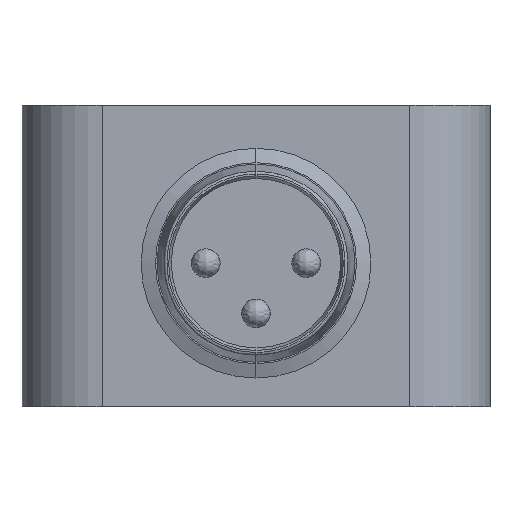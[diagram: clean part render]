
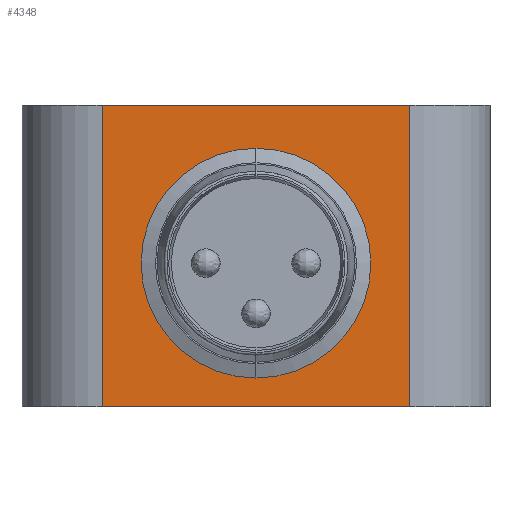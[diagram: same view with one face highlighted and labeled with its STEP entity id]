
A CAD part, left-side view. The second image highlights one B-rep face of the part: STEP entity #4348.
In plain terms, the highlighted planar face has unit normal (-1, 0, 0).
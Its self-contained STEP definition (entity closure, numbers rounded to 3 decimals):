
#75 = LINE ( 'NONE', #9060, #9667 ) ;
#163 = EDGE_CURVE ( 'NONE', #1782, #6142, #7969, .T. ) ;
#367 = CARTESIAN_POINT ( 'NONE',  ( -25.392, 7.737, 30.85 ) ) ;
#728 = ORIENTED_EDGE ( 'NONE', *, *, #163, .F. ) ;
#742 = CARTESIAN_POINT ( 'NONE',  ( -25.392, 2.387, 33.45 ) ) ;
#847 = EDGE_CURVE ( 'NONE', #5066, #9225, #3193, .T. ) ;
#1203 = CARTESIAN_POINT ( 'NONE',  ( -25.392, 13.087, 33.45 ) ) ;
#1317 = AXIS2_PLACEMENT_3D ( 'NONE', #7391, #8125, #3410 ) ;
#1512 = CARTESIAN_POINT ( 'NONE',  ( -25.392, 13.087, 22.95 ) ) ;
#1640 = FACE_BOUND ( 'NONE', #4398, .T. ) ;
#1782 = VERTEX_POINT ( 'NONE', #7267 ) ;
#2030 = ORIENTED_EDGE ( 'NONE', *, *, #3737, .T. ) ;
#2210 = VERTEX_POINT ( 'NONE', #6883 ) ;
#2309 = DIRECTION ( 'NONE',  ( 0., -1., 0. ) ) ;
#2365 = ORIENTED_EDGE ( 'NONE', *, *, #6076, .F. ) ;
#2720 = CARTESIAN_POINT ( 'NONE',  ( -25.392, 2.387, 22.95 ) ) ;
#2765 = LINE ( 'NONE', #6708, #7206 ) ;
#2982 = DIRECTION ( 'NONE',  ( 0., 0., -1. ) ) ;
#3089 = VERTEX_POINT ( 'NONE', #1203 ) ;
#3155 = DIRECTION ( 'NONE',  ( 0., 0., -1. ) ) ;
#3193 = LINE ( 'NONE', #742, #4278 ) ;
#3241 = AXIS2_PLACEMENT_3D ( 'NONE', #8840, #4116, #4897 ) ;
#3410 = DIRECTION ( 'NONE',  ( 0., 0., 1. ) ) ;
#3737 = EDGE_CURVE ( 'NONE', #3089, #2210, #75, .T. ) ;
#3804 = EDGE_LOOP ( 'NONE', ( #4125, #6759, #5866, #2030 ) ) ;
#4116 = DIRECTION ( 'NONE',  ( -1., 0., 0. ) ) ;
#4125 = ORIENTED_EDGE ( 'NONE', *, *, #7015, .T. ) ;
#4278 = VECTOR ( 'NONE', #3155, 1000. ) ;
#4348 = ADVANCED_FACE ( 'NONE', ( #1640, #8662 ), #7730, .F. ) ;
#4349 = DIRECTION ( 'NONE',  ( 0., 0., -1. ) ) ;
#4398 = EDGE_LOOP ( 'NONE', ( #2365, #728 ) ) ;
#4541 = CARTESIAN_POINT ( 'NONE',  ( -25.392, 2.387, 33.45 ) ) ;
#4686 = EDGE_CURVE ( 'NONE', #3089, #5066, #2765, .T. ) ;
#4897 = DIRECTION ( 'NONE',  ( 0., 0., 1. ) ) ;
#5066 = VERTEX_POINT ( 'NONE', #4541 ) ;
#5079 = LINE ( 'NONE', #1512, #5453 ) ;
#5314 = DIRECTION ( 'NONE',  ( 1., 0., 0. ) ) ;
#5378 = CARTESIAN_POINT ( 'NONE',  ( -25.392, 13.087, 33.45 ) ) ;
#5453 = VECTOR ( 'NONE', #2309, 1000. ) ;
#5866 = ORIENTED_EDGE ( 'NONE', *, *, #4686, .F. ) ;
#6076 = EDGE_CURVE ( 'NONE', #6142, #1782, #6228, .T. ) ;
#6142 = VERTEX_POINT ( 'NONE', #367 ) ;
#6228 = CIRCLE ( 'NONE', #3241, 2.9 ) ;
#6708 = CARTESIAN_POINT ( 'NONE',  ( -25.392, 13.087, 33.45 ) ) ;
#6759 = ORIENTED_EDGE ( 'NONE', *, *, #847, .F. ) ;
#6883 = CARTESIAN_POINT ( 'NONE',  ( -25.392, 13.087, 22.95 ) ) ;
#7015 = EDGE_CURVE ( 'NONE', #2210, #9225, #5079, .T. ) ;
#7206 = VECTOR ( 'NONE', #7465, 1000. ) ;
#7267 = CARTESIAN_POINT ( 'NONE',  ( -25.392, 7.737, 25.05 ) ) ;
#7391 = CARTESIAN_POINT ( 'NONE',  ( -25.392, 7.737, 27.95 ) ) ;
#7465 = DIRECTION ( 'NONE',  ( 0., -1., 0. ) ) ;
#7730 = PLANE ( 'NONE',  #9503 ) ;
#7969 = CIRCLE ( 'NONE', #1317, 2.9 ) ;
#8125 = DIRECTION ( 'NONE',  ( -1., 0., 0. ) ) ;
#8662 = FACE_OUTER_BOUND ( 'NONE', #3804, .T. ) ;
#8840 = CARTESIAN_POINT ( 'NONE',  ( -25.392, 7.737, 27.95 ) ) ;
#9060 = CARTESIAN_POINT ( 'NONE',  ( -25.392, 13.087, 33.45 ) ) ;
#9225 = VERTEX_POINT ( 'NONE', #2720 ) ;
#9503 = AXIS2_PLACEMENT_3D ( 'NONE', #5378, #5314, #2982 ) ;
#9667 = VECTOR ( 'NONE', #4349, 1000. ) ;
